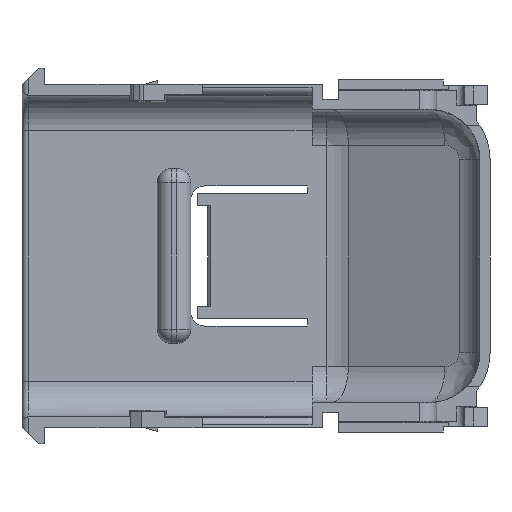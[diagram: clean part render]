
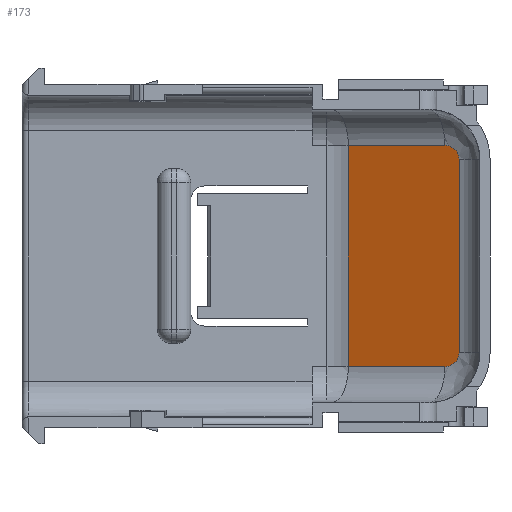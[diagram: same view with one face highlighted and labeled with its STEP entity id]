
A CAD part, left-side view. The second image highlights one B-rep face of the part: STEP entity #173.
In plain terms, the highlighted planar face has unit normal (-0.904, 0.427, 0).
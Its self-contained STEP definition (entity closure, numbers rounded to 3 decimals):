
#60=ELLIPSE('',#3790,1.888,1.7);
#61=ELLIPSE('',#3791,1.888,1.7);
#173=ADVANCED_FACE('',(#503),#373,.T.);
#373=PLANE('',#3792);
#503=FACE_OUTER_BOUND('',#700,.T.);
#700=EDGE_LOOP('',(#1002,#1003,#1004,#1005,#1006,#1007));
#1002=ORIENTED_EDGE('',*,*,#2441,.F.);
#1003=ORIENTED_EDGE('',*,*,#2442,.F.);
#1004=ORIENTED_EDGE('',*,*,#2443,.T.);
#1005=ORIENTED_EDGE('',*,*,#2444,.T.);
#1006=ORIENTED_EDGE('',*,*,#2445,.T.);
#1007=ORIENTED_EDGE('',*,*,#2446,.T.);
#2090=VERTEX_POINT('',#5222);
#2091=VERTEX_POINT('',#5223);
#2092=VERTEX_POINT('',#5225);
#2093=VERTEX_POINT('',#5227);
#2094=VERTEX_POINT('',#5229);
#2095=VERTEX_POINT('',#5231);
#2441=EDGE_CURVE('',#2090,#2091,#2983,.T.);
#2442=EDGE_CURVE('',#2092,#2090,#60,.T.);
#2443=EDGE_CURVE('',#2092,#2093,#2984,.T.);
#2444=EDGE_CURVE('',#2093,#2094,#61,.T.);
#2445=EDGE_CURVE('',#2094,#2095,#2985,.T.);
#2446=EDGE_CURVE('',#2095,#2091,#2986,.T.);
#2983=LINE('',#5221,#3387);
#2984=LINE('',#5226,#3388);
#2985=LINE('',#5230,#3389);
#2986=LINE('',#5232,#3390);
#3387=VECTOR('',#4137,1.);
#3388=VECTOR('',#4140,1.);
#3389=VECTOR('',#4143,1.);
#3390=VECTOR('',#4144,1.);
#3790=AXIS2_PLACEMENT_3D('',#5224,#4138,#4139);
#3791=AXIS2_PLACEMENT_3D('',#5228,#4141,#4142);
#3792=AXIS2_PLACEMENT_3D('',#5233,#4145,#4146);
#4137=DIRECTION('',(0.427,0.904,0.004));
#4138=DIRECTION('',(0.904,-0.427,0.));
#4139=DIRECTION('',(0.427,0.904,0.02));
#4140=DIRECTION('',(0.,0.,1.));
#4141=DIRECTION('',(-0.904,0.427,0.));
#4142=DIRECTION('',(0.427,0.904,-0.02));
#4143=DIRECTION('',(0.427,0.904,-0.004));
#4144=DIRECTION('',(0.,0.,-1.));
#4145=DIRECTION('',(-0.904,0.427,0.));
#4146=DIRECTION('',(-0.427,-0.904,0.));
#5221=CARTESIAN_POINT('',(-12.726,44.479,-147.157));
#5222=CARTESIAN_POINT('',(-10.78,48.6,-147.14));
#5223=CARTESIAN_POINT('',(-5.294,60.217,-147.092));
#5224=CARTESIAN_POINT('',(-10.78,48.6,-145.44));
#5225=CARTESIAN_POINT('',(-11.586,46.893,-145.447));
#5226=CARTESIAN_POINT('',(-11.586,46.893,-128.393));
#5227=CARTESIAN_POINT('',(-11.586,46.893,-122.198));
#5228=CARTESIAN_POINT('',(-10.78,48.6,-122.205));
#5229=CARTESIAN_POINT('',(-10.78,48.6,-120.505));
#5230=CARTESIAN_POINT('',(-12.726,44.479,-120.488));
#5231=CARTESIAN_POINT('',(-5.294,60.217,-120.553));
#5232=CARTESIAN_POINT('',(-5.294,60.217,-128.393));
#5233=CARTESIAN_POINT('',(-12.739,44.452,-128.393));
